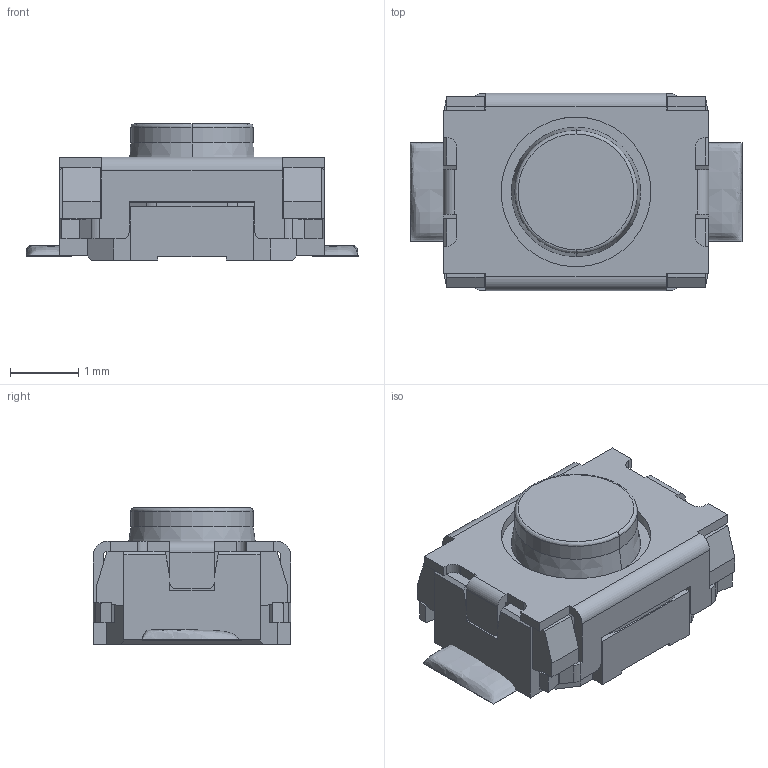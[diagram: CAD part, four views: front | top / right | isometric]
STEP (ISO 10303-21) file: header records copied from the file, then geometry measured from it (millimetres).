
FILE_DESCRIPTION(('FreeCAD Model'),'2;1');
FILE_NAME('SKRKAEE010.step', '2020-03-08T10:26:08',('kicad StepUp'),('ksu MCAD'), 'Open CASCADE STEP processor 7.4','FreeCAD','Unknown');
FILE_SCHEMA(('AUTOMOTIVE_DESIGN { 1 0 10303 214 1 1 1 1 }'));
Length unit declared in the file: millimetre
Products named in the file (1): SKRKAEE010
Bounding box: 4.88 x 2.9 x 2 mm (x, y, z)
Volume: 16.3 mm3; surface area: 66.1 mm2
Topology: 3 solids, 3 shells, 236 faces, 678 edges, 436 vertices
Faces by surface type: plane 184, cylinder 46, bspline 4, cone 2
Entity records: 7878 total; most frequent: CARTESIAN_POINT 1643, ORIENTED_EDGE 1356, DIRECTION 1210, EDGE_CURVE 678, LINE 580, VECTOR 580, VERTEX_POINT 436, AXIS2_PLACEMENT_3D 315
